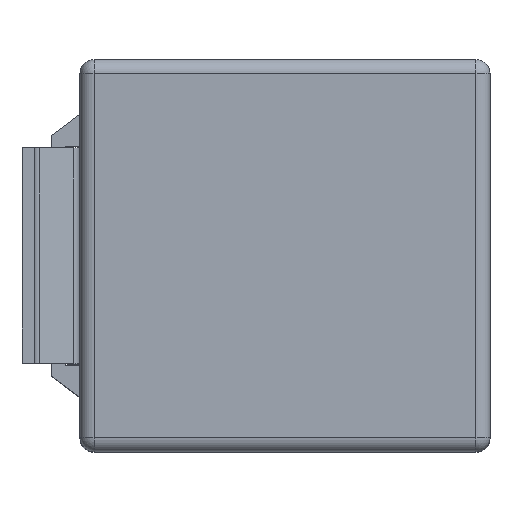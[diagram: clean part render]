
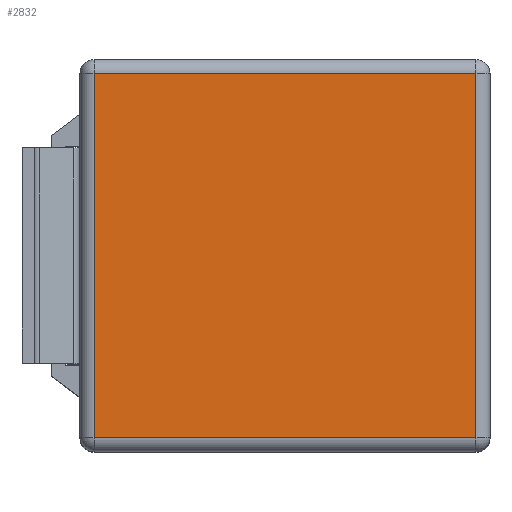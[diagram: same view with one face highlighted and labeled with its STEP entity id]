
A CAD part, top view. The second image highlights one B-rep face of the part: STEP entity #2832.
In plain terms, the highlighted planar face has unit normal (0, 0, 1).
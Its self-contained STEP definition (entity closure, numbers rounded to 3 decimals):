
#170=PLANE('',#3039);
#274=FACE_OUTER_BOUND('',#440,.T.);
#440=EDGE_LOOP('',(#1983,#1984,#1985,#1986));
#621=LINE('',#4122,#915);
#623=LINE('',#4130,#917);
#625=LINE('',#4140,#919);
#627=LINE('',#4149,#921);
#915=VECTOR('',#3289,10.);
#917=VECTOR('',#3297,10.);
#919=VECTOR('',#3309,10.);
#921=VECTOR('',#3321,10.);
#1271=VERTEX_POINT('',#4119);
#1272=VERTEX_POINT('',#4121);
#1275=VERTEX_POINT('',#4129);
#1278=VERTEX_POINT('',#4139);
#1531=EDGE_CURVE('',#1271,#1272,#621,.T.);
#1535=EDGE_CURVE('',#1272,#1275,#623,.T.);
#1540=EDGE_CURVE('',#1275,#1278,#625,.T.);
#1545=EDGE_CURVE('',#1278,#1271,#627,.T.);
#1983=ORIENTED_EDGE('',*,*,#1531,.F.);
#1984=ORIENTED_EDGE('',*,*,#1545,.F.);
#1985=ORIENTED_EDGE('',*,*,#1540,.F.);
#1986=ORIENTED_EDGE('',*,*,#1535,.F.);
#2832=ADVANCED_FACE('',(#274),#170,.F.);
#3039=AXIS2_PLACEMENT_3D('',#4175,#3352,#3353);
#3289=DIRECTION('',(0.,1.,0.));
#3297=DIRECTION('',(1.,0.,0.));
#3309=DIRECTION('',(0.,-1.,0.));
#3321=DIRECTION('',(-1.,0.,0.));
#3352=DIRECTION('center_axis',(0.,0.,-1.));
#3353=DIRECTION('ref_axis',(-1.,0.,0.));
#4119=CARTESIAN_POINT('',(1.,0.225,24.2));
#4121=CARTESIAN_POINT('',(1.,25.975,24.2));
#4122=CARTESIAN_POINT('',(1.,0.,24.2));
#4129=CARTESIAN_POINT('',(28.,25.975,24.2));
#4130=CARTESIAN_POINT('',(14.,25.975,24.2));
#4139=CARTESIAN_POINT('',(28.,0.225,24.2));
#4140=CARTESIAN_POINT('',(28.,0.112,24.2));
#4149=CARTESIAN_POINT('',(0.5,0.225,24.2));
#4175=CARTESIAN_POINT('Origin',(0.,0.,24.2));
